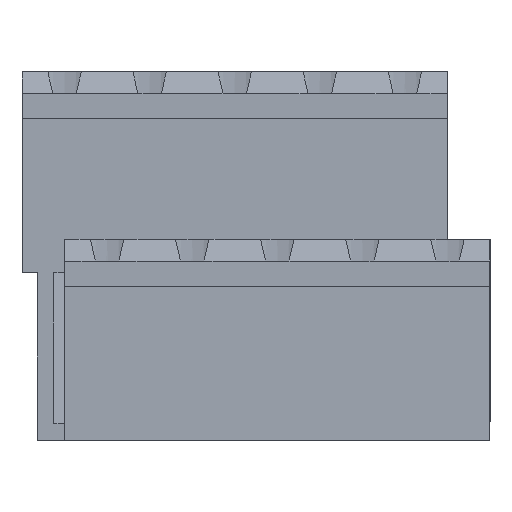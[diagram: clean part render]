
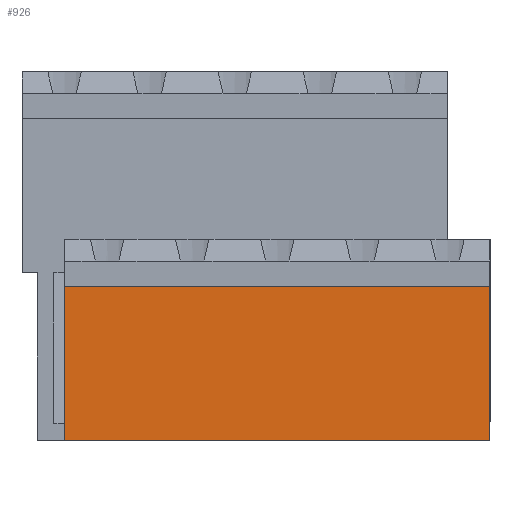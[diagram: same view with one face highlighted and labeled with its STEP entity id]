
A CAD part, front view. The second image highlights one B-rep face of the part: STEP entity #926.
In plain terms, the highlighted planar face has unit normal (0, -1, 0).
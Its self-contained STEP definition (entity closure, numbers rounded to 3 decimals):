
#926 = ADVANCED_FACE( '', ( #2038 ), #2039, .F. );
#2038 = FACE_OUTER_BOUND( '', #3372, .T. );
#2039 = PLANE( '', #3373 );
#3372 = EDGE_LOOP( '', ( #5830, #5831, #5832, #5833 ) );
#3373 = AXIS2_PLACEMENT_3D( '', #5834, #5835, #5836 );
#5830 = ORIENTED_EDGE( '', *, *, #9245, .F. );
#5831 = ORIENTED_EDGE( '', *, *, #9246, .F. );
#5832 = ORIENTED_EDGE( '', *, *, #9247, .F. );
#5833 = ORIENTED_EDGE( '', *, *, #9248, .F. );
#5834 = CARTESIAN_POINT( '', ( 0., -18.85, 0. ) );
#5835 = DIRECTION( '', ( 0., 1., 0. ) );
#5836 = DIRECTION( '', ( 0., 0., 1. ) );
#9245 = EDGE_CURVE( '', #11534, #11535, #11536, .T. );
#9246 = EDGE_CURVE( '', #11537, #11534, #11538, .T. );
#9247 = EDGE_CURVE( '', #11539, #11537, #11540, .T. );
#9248 = EDGE_CURVE( '', #11535, #11539, #11541, .T. );
#11534 = VERTEX_POINT( '', #14696 );
#11535 = VERTEX_POINT( '', #14697 );
#11536 = LINE( '', #14698, #14699 );
#11537 = VERTEX_POINT( '', #14700 );
#11538 = LINE( '', #14701, #14702 );
#11539 = VERTEX_POINT( '', #14703 );
#11540 = LINE( '', #14704, #14705 );
#11541 = LINE( '', #14706, #14707 );
#14696 = CARTESIAN_POINT( '', ( -10.16, -18.85, -11. ) );
#14697 = CARTESIAN_POINT( '', ( -10.16, -18.85, -1.8 ) );
#14698 = CARTESIAN_POINT( '', ( -10.16, -18.85, -11. ) );
#14699 = VECTOR( '', #16839, 1000. );
#14700 = CARTESIAN_POINT( '', ( 15.24, -18.85, -11. ) );
#14701 = CARTESIAN_POINT( '', ( 15.24, -18.85, -11. ) );
#14702 = VECTOR( '', #16840, 1000. );
#14703 = CARTESIAN_POINT( '', ( 15.24, -18.85, -1.8 ) );
#14704 = CARTESIAN_POINT( '', ( 15.24, -18.85, -1.8 ) );
#14705 = VECTOR( '', #16841, 1000. );
#14706 = CARTESIAN_POINT( '', ( -10.16, -18.85, -1.8 ) );
#14707 = VECTOR( '', #16842, 1000. );
#16839 = DIRECTION( '', ( 0., 0., 1. ) );
#16840 = DIRECTION( '', ( -1., 0., 0. ) );
#16841 = DIRECTION( '', ( 0., 0., -1. ) );
#16842 = DIRECTION( '', ( 1., 0., 0. ) );
